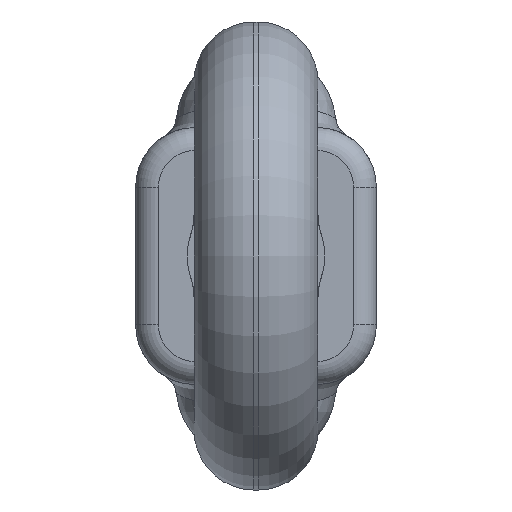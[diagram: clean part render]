
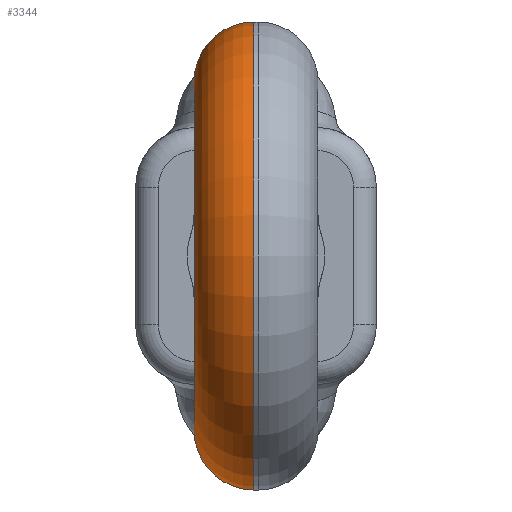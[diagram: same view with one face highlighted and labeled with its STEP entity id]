
A CAD part, left-side view. The second image highlights one B-rep face of the part: STEP entity #3344.
In plain terms, the highlighted toroidal (fillet/blend) face has major radius 7.6 mm and minor radius 2.6 mm.
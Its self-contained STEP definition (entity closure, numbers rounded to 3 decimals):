
#73 = CIRCLE ( 'NONE', #3622, 2.6 ) ;
#78 = CARTESIAN_POINT ( 'NONE',  ( 0., 0.1, 7.6 ) ) ;
#335 = DIRECTION ( 'NONE',  ( 0., 0., 1. ) ) ;
#393 = CARTESIAN_POINT ( 'NONE',  ( 0., 0.1, -7.6 ) ) ;
#516 = CARTESIAN_POINT ( 'NONE',  ( 0., 0.1, -10.2 ) ) ;
#770 = ORIENTED_EDGE ( 'NONE', *, *, #4011, .F. ) ;
#963 = DIRECTION ( 'NONE',  ( -1., 0., 0. ) ) ;
#982 = DIRECTION ( 'NONE',  ( 0., 0., 1. ) ) ;
#1177 = VERTEX_POINT ( 'NONE', #1790 ) ;
#1675 = DIRECTION ( 'NONE',  ( 0., -1., 0. ) ) ;
#1684 = VERTEX_POINT ( 'NONE', #3114 ) ;
#1720 = DIRECTION ( 'NONE',  ( 0., 0., 1. ) ) ;
#1762 = TOROIDAL_SURFACE ( 'NONE', #4162, 7.6, 2.6 ) ;
#1790 = CARTESIAN_POINT ( 'NONE',  ( 0., 0.1, 10.2 ) ) ;
#2146 = DIRECTION ( 'NONE',  ( 0., 1., 0. ) ) ;
#2216 = CARTESIAN_POINT ( 'NONE',  ( 0., 2.7, 7.6 ) ) ;
#2403 = AXIS2_PLACEMENT_3D ( 'NONE', #3811, #1675, #4639 ) ;
#2490 = EDGE_CURVE ( 'NONE', #1177, #4805, #73, .T. ) ;
#2510 = AXIS2_PLACEMENT_3D ( 'NONE', #3296, #3239, #335 ) ;
#2873 = FACE_OUTER_BOUND ( 'NONE', #3546, .T. ) ;
#2962 = VERTEX_POINT ( 'NONE', #516 ) ;
#2996 = CIRCLE ( 'NONE', #4200, 2.6 ) ;
#3114 = CARTESIAN_POINT ( 'NONE',  ( 0., 2.7, -7.6 ) ) ;
#3239 = DIRECTION ( 'NONE',  ( 0., 1., 0. ) ) ;
#3296 = CARTESIAN_POINT ( 'NONE',  ( 0., 2.7, 0. ) ) ;
#3326 = DIRECTION ( 'NONE',  ( 1., 0., 0. ) ) ;
#3344 = ADVANCED_FACE ( 'NONE', ( #2873 ), #1762, .T. ) ;
#3385 = CARTESIAN_POINT ( 'NONE',  ( 0., 0.1, 0. ) ) ;
#3546 = EDGE_LOOP ( 'NONE', ( #4079, #770, #3575, #4363 ) ) ;
#3575 = ORIENTED_EDGE ( 'NONE', *, *, #2490, .T. ) ;
#3587 = CIRCLE ( 'NONE', #2403, 10.2 ) ;
#3622 = AXIS2_PLACEMENT_3D ( 'NONE', #78, #963, #982 ) ;
#3729 = DIRECTION ( 'NONE',  ( 0., 0., -1. ) ) ;
#3811 = CARTESIAN_POINT ( 'NONE',  ( 0., 0.1, 0. ) ) ;
#4011 = EDGE_CURVE ( 'NONE', #1177, #2962, #3587, .T. ) ;
#4079 = ORIENTED_EDGE ( 'NONE', *, *, #5396, .F. ) ;
#4162 = AXIS2_PLACEMENT_3D ( 'NONE', #3385, #2146, #1720 ) ;
#4200 = AXIS2_PLACEMENT_3D ( 'NONE', #393, #3326, #3729 ) ;
#4363 = ORIENTED_EDGE ( 'NONE', *, *, #4419, .F. ) ;
#4419 = EDGE_CURVE ( 'NONE', #1684, #4805, #5022, .T. ) ;
#4639 = DIRECTION ( 'NONE',  ( 0., 0., 1. ) ) ;
#4805 = VERTEX_POINT ( 'NONE', #2216 ) ;
#5022 = CIRCLE ( 'NONE', #2510, 7.6 ) ;
#5396 = EDGE_CURVE ( 'NONE', #2962, #1684, #2996, .T. ) ;
